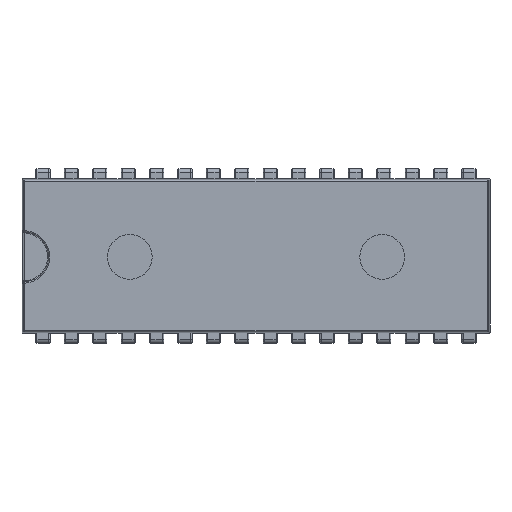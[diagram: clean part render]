
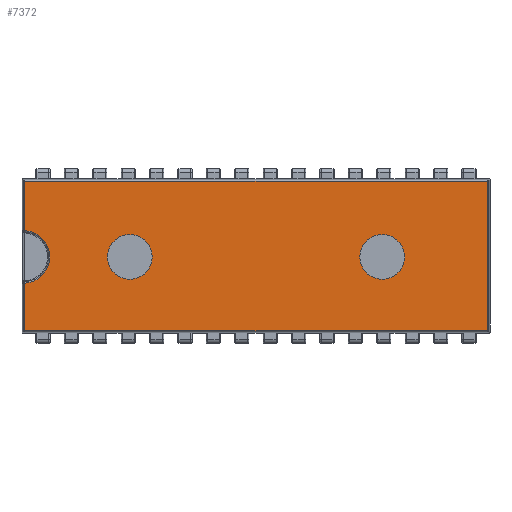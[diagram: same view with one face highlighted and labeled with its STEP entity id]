
A CAD part, top view. The second image highlights one B-rep face of the part: STEP entity #7372.
In plain terms, the highlighted planar face has unit normal (0, 0, 1).
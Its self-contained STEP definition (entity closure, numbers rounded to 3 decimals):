
#151=FACE_BOUND('',#1054,.T.);
#152=FACE_BOUND('',#1055,.T.);
#327=PLANE('',#8098);
#655=FACE_OUTER_BOUND('',#1053,.T.);
#1053=EDGE_LOOP('',(#5938,#5939,#5940,#5941,#5942,#5943));
#1054=EDGE_LOOP('',(#5944));
#1055=EDGE_LOOP('',(#5945));
#1894=LINE('',#12838,#2602);
#1895=LINE('',#12842,#2603);
#1896=LINE('',#12844,#2604);
#1897=LINE('',#12846,#2605);
#1898=LINE('',#12847,#2606);
#2602=VECTOR('',#10010,10.);
#2603=VECTOR('',#10015,10.);
#2604=VECTOR('',#10016,10.);
#2605=VECTOR('',#10017,10.);
#2606=VECTOR('',#10018,10.);
#2874=CIRCLE('',#8088,2.35);
#2879=CIRCLE('',#8099,2.);
#2880=CIRCLE('',#8100,2.);
#3559=VERTEX_POINT('',#12794);
#3560=VERTEX_POINT('',#12796);
#3566=VERTEX_POINT('',#12837);
#3567=VERTEX_POINT('',#12841);
#3568=VERTEX_POINT('',#12843);
#3569=VERTEX_POINT('',#12845);
#3570=VERTEX_POINT('',#12848);
#3571=VERTEX_POINT('',#12850);
#4512=EDGE_CURVE('',#3560,#3559,#2874,.T.);
#4522=EDGE_CURVE('',#3559,#3566,#1894,.T.);
#4524=EDGE_CURVE('',#3567,#3560,#1895,.T.);
#4525=EDGE_CURVE('',#3568,#3567,#1896,.T.);
#4526=EDGE_CURVE('',#3569,#3568,#1897,.T.);
#4527=EDGE_CURVE('',#3566,#3569,#1898,.T.);
#4528=EDGE_CURVE('',#3570,#3570,#2879,.T.);
#4529=EDGE_CURVE('',#3571,#3571,#2880,.T.);
#5938=ORIENTED_EDGE('',*,*,#4512,.F.);
#5939=ORIENTED_EDGE('',*,*,#4524,.F.);
#5940=ORIENTED_EDGE('',*,*,#4525,.F.);
#5941=ORIENTED_EDGE('',*,*,#4526,.F.);
#5942=ORIENTED_EDGE('',*,*,#4527,.F.);
#5943=ORIENTED_EDGE('',*,*,#4522,.F.);
#5944=ORIENTED_EDGE('',*,*,#4528,.T.);
#5945=ORIENTED_EDGE('',*,*,#4529,.T.);
#7372=ADVANCED_FACE('',(#655,#151,#152),#327,.T.);
#8088=AXIS2_PLACEMENT_3D('',#12798,#9987,#9988);
#8098=AXIS2_PLACEMENT_3D('',#12840,#10013,#10014);
#8099=AXIS2_PLACEMENT_3D('',#12849,#10019,#10020);
#8100=AXIS2_PLACEMENT_3D('',#12851,#10021,#10022);
#9987=DIRECTION('center_axis',(0.,0.,1.));
#9988=DIRECTION('ref_axis',(1.,0.,0.));
#10010=DIRECTION('',(0.,1.,0.));
#10013=DIRECTION('center_axis',(0.,0.,1.));
#10014=DIRECTION('ref_axis',(1.,0.,0.));
#10015=DIRECTION('',(0.,1.,0.));
#10016=DIRECTION('',(-1.,0.,0.));
#10017=DIRECTION('',(0.,-1.,0.));
#10018=DIRECTION('',(1.,0.,0.));
#10019=DIRECTION('center_axis',(0.,0.,-1.));
#10020=DIRECTION('ref_axis',(-1.,0.,0.));
#10021=DIRECTION('center_axis',(0.,0.,-1.));
#10022=DIRECTION('ref_axis',(-1.,0.,0.));
#12794=CARTESIAN_POINT('',(-0.772,10.158,3.85));
#12796=CARTESIAN_POINT('',(-0.772,5.462,3.85));
#12798=CARTESIAN_POINT('Origin',(-0.865,7.81,3.85));
#12837=CARTESIAN_POINT('',(-0.772,14.572,3.85));
#12838=CARTESIAN_POINT('',(-0.772,9.625,3.85));
#12840=CARTESIAN_POINT('Origin',(19.92,7.9,3.85));
#12841=CARTESIAN_POINT('',(-0.772,1.228,3.85));
#12842=CARTESIAN_POINT('',(-0.772,9.625,3.85));
#12843=CARTESIAN_POINT('',(40.612,1.228,3.85));
#12844=CARTESIAN_POINT('',(14.69,1.228,3.85));
#12845=CARTESIAN_POINT('',(40.612,14.572,3.85));
#12846=CARTESIAN_POINT('',(40.612,6.175,3.85));
#12847=CARTESIAN_POINT('',(25.15,14.572,3.85));
#12848=CARTESIAN_POINT('',(33.205,7.811,3.85));
#12849=CARTESIAN_POINT('Origin',(31.205,7.811,3.85));
#12850=CARTESIAN_POINT('',(10.635,7.811,3.85));
#12851=CARTESIAN_POINT('Origin',(8.635,7.811,3.85));
